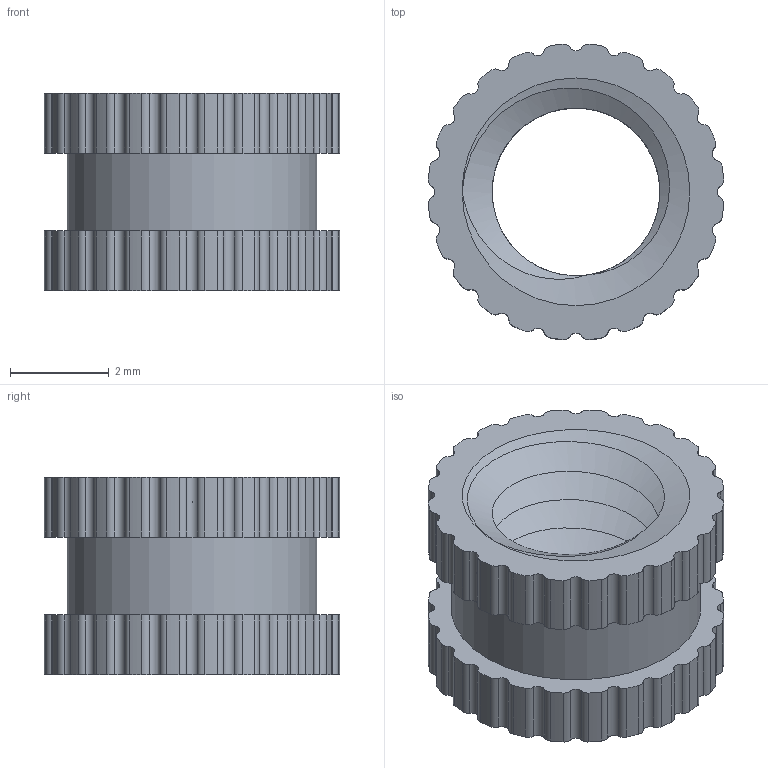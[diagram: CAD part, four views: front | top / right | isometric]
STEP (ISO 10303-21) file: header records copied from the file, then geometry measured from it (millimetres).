
FILE_DESCRIPTION(/* description */ ('Unknown'),/* implementation_level */ '2;1');
FILE_NAME(/* name */ 'Threaded Insert - M4x4x6',/* time_stamp */ '2021-07-16T15:33:34-04:00',/* author */ ('Unknown'),/* organization */ ('Unknown'),/* preprocessor_version */ 'ST-DEVELOPER v16.7',/* originating_system */ 'Solid Edge',/* authorisation */ 'Unknown');
FILE_SCHEMA (('CONFIG_CONTROL_DESIGN'));
Length unit declared in the file: millimetre
Products named in the file (1): Threaded Insert - M4x4x6
Bounding box: 5.98 x 5.98 x 4 mm (x, y, z)
Volume: 47 mm3; surface area: 217.3 mm2
Topology: 1 solids, 21 shells, 373 faces, 983 edges, 654 vertices
Faces by surface type: cylinder 193, plane 137, bspline 41, cone 2
Full cylindrical faces by diameter (mm): 5.05 x1
Entity records: 16087 total; most frequent: CARTESIAN_POINT 4509, ORIENTED_EDGE 1956, DIRECTION 1762, EDGE_CURVE 978, AXIS2_PLACEMENT_3D 721, VERTEX_POINT 654, EDGE_LOOP 394, FACE_BOUND 394
